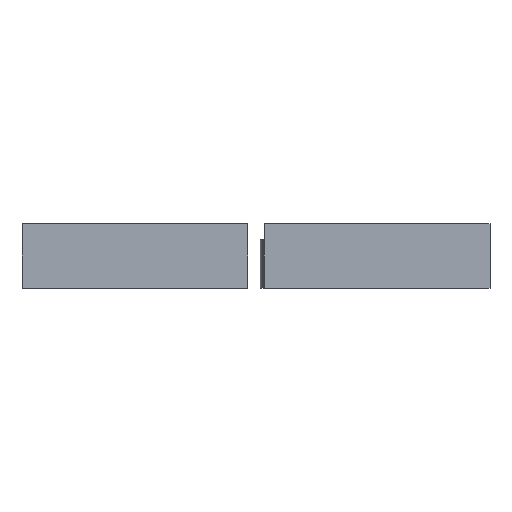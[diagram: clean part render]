
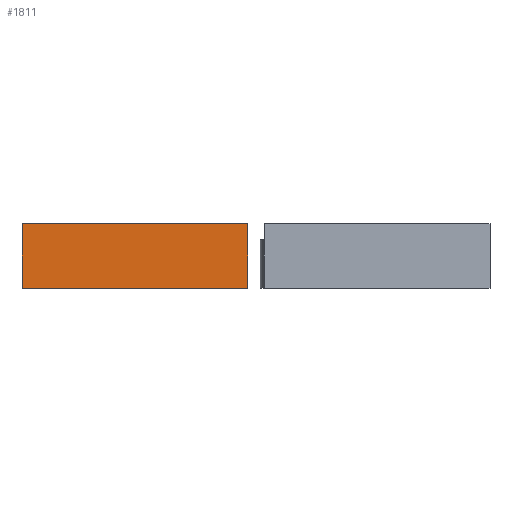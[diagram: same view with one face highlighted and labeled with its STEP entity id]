
A CAD part, left-side view. The second image highlights one B-rep face of the part: STEP entity #1811.
In plain terms, the highlighted planar face has unit normal (-1, 0, 0).
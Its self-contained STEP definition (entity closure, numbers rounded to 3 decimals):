
#47=PLANE('',#1962);
#158=LINE('',#2978,#342);
#174=LINE('',#3007,#358);
#175=LINE('',#3009,#359);
#176=LINE('',#3010,#360);
#342=VECTOR('',#2246,10.);
#358=VECTOR('',#2272,10.);
#359=VECTOR('',#2273,10.);
#360=VECTOR('',#2274,10.);
#546=FACE_OUTER_BOUND('',#654,.T.);
#654=EDGE_LOOP('',(#1404,#1405,#1406,#1407));
#866=VERTEX_POINT('',#2975);
#867=VERTEX_POINT('',#2977);
#875=VERTEX_POINT('',#3006);
#876=VERTEX_POINT('',#3008);
#1061=EDGE_CURVE('',#867,#866,#158,.T.);
#1077=EDGE_CURVE('',#866,#875,#174,.T.);
#1078=EDGE_CURVE('',#875,#876,#175,.T.);
#1079=EDGE_CURVE('',#876,#867,#176,.T.);
#1404=ORIENTED_EDGE('',*,*,#1077,.T.);
#1405=ORIENTED_EDGE('',*,*,#1078,.T.);
#1406=ORIENTED_EDGE('',*,*,#1079,.T.);
#1407=ORIENTED_EDGE('',*,*,#1061,.T.);
#1811=ADVANCED_FACE('',(#546),#47,.T.);
#1962=AXIS2_PLACEMENT_3D('',#3005,#2270,#2271);
#2246=DIRECTION('',(0.,0.,1.));
#2270=DIRECTION('center_axis',(-1.,0.,0.));
#2271=DIRECTION('ref_axis',(0.,0.,1.));
#2272=DIRECTION('',(0.,1.,0.));
#2273=DIRECTION('',(0.,0.,-1.));
#2274=DIRECTION('',(0.,-1.,0.));
#2975=CARTESIAN_POINT('',(-150.5,4.,8.));
#2977=CARTESIAN_POINT('',(-150.5,4.,0.));
#2978=CARTESIAN_POINT('',(-150.5,4.,0.));
#3005=CARTESIAN_POINT('Origin',(-150.5,32.,4.));
#3006=CARTESIAN_POINT('',(-150.5,32.,8.));
#3007=CARTESIAN_POINT('',(-150.5,4.,8.));
#3008=CARTESIAN_POINT('',(-150.5,32.,0.));
#3009=CARTESIAN_POINT('',(-150.5,32.,8.));
#3010=CARTESIAN_POINT('',(-150.5,32.,0.));
